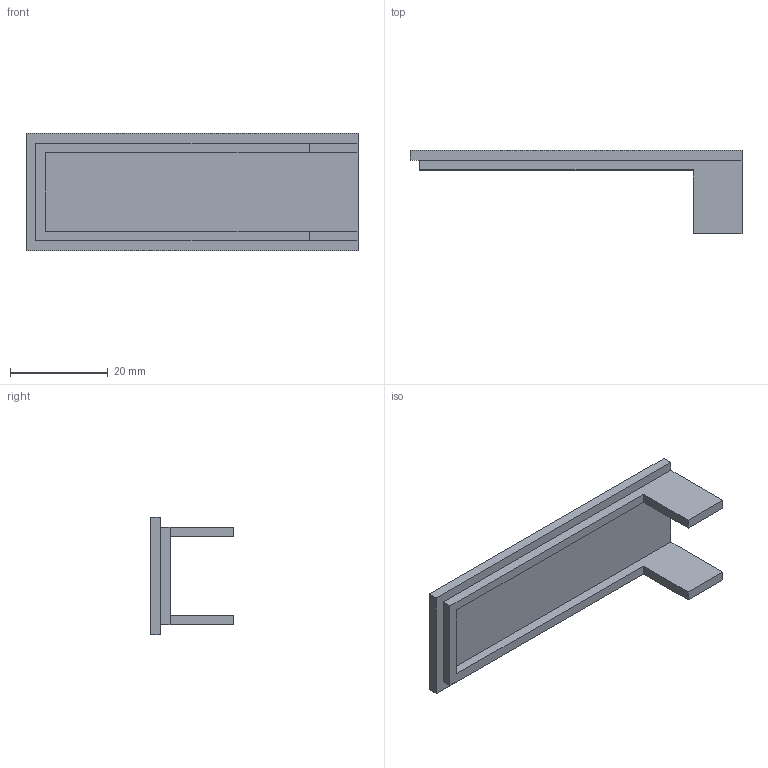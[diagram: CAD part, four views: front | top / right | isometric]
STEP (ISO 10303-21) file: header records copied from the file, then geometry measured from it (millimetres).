
FILE_DESCRIPTION(/* description */ (''),/* implementation_level */ '2;1');
FILE_NAME(/* name */ 'usb-lid v2.step',/* time_stamp */ '2023-03-13T12:46:05+10:00',/* author */ (''),/* organization */ (''),/* preprocessor_version */ 'ST-DEVELOPER v19.2',/* originating_system */ 'Autodesk Translation Framework v11.17.0.187',/* authorisation */ '');
FILE_SCHEMA (('AUTOMOTIVE_DESIGN { 1 0 10303 214 3 1 1 }'));
Length unit declared in the file: millimetre
Products named in the file (1): usb-lid
Bounding box: 68 x 17 x 24 mm (x, y, z)
Volume: 4376 mm3; surface area: 4856 mm2
Topology: 1 solids, 1 shells, 18 faces, 48 edges, 32 vertices
Faces by surface type: plane 18
Entity records: 585 total; most frequent: CARTESIAN_POINT 99, ORIENTED_EDGE 96, DIRECTION 86, LINE 48, VECTOR 48, EDGE_CURVE 48, VERTEX_POINT 32, AXIS2_PLACEMENT_3D 19
